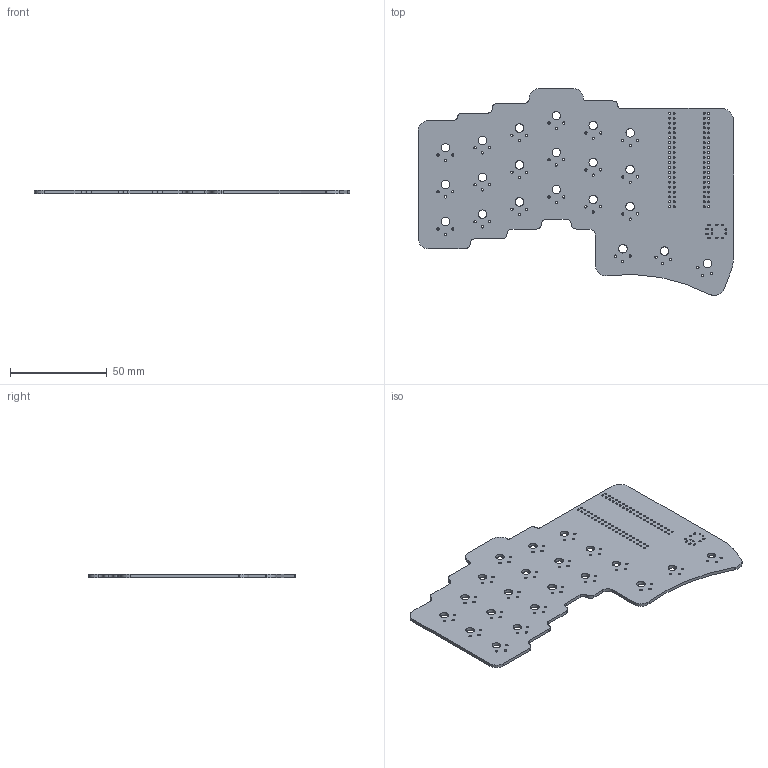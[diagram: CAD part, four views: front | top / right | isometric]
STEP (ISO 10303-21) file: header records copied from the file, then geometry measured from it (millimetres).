
FILE_DESCRIPTION(('KiCad electronic assembly'),'2;1');
FILE_NAME('kb42.step','2025-01-13T10:46:38',('Pcbnew'),('Kicad'), 'Open CASCADE STEP processor 7.8','KiCad to STEP converter','Unknown' );
FILE_SCHEMA(('AUTOMOTIVE_DESIGN { 1 0 10303 214 1 1 1 1 }'));
Length unit declared in the file: millimetre
Products named in the file (2): kb42 1; kb42_PCB
Assembly tree (1 placements, depth 2):
  kb42 1
    kb42_PCB
Bounding box: 162.56 x 106.61 x 1.6 mm (x, y, z)
Volume: 19246.3 mm3; surface area: 26212.1 mm2
Topology: 1 solids, 1 shells, 270 faces, 804 edges, 536 vertices
Faces by surface type: cylinder 210, plane 60
Full cylindrical faces by diameter (mm): 0.8 x4, 1.02 x80, 1.2 x63, 4.4 x21
Entity records: 10029 total; most frequent: DIRECTION 1768, CARTESIAN_POINT 1612, ORIENTED_EDGE 1608, EDGE_CURVE 804, AXIS2_PLACEMENT_3D 692, FACE_BOUND 622, EDGE_LOOP 622, VERTEX_POINT 536
